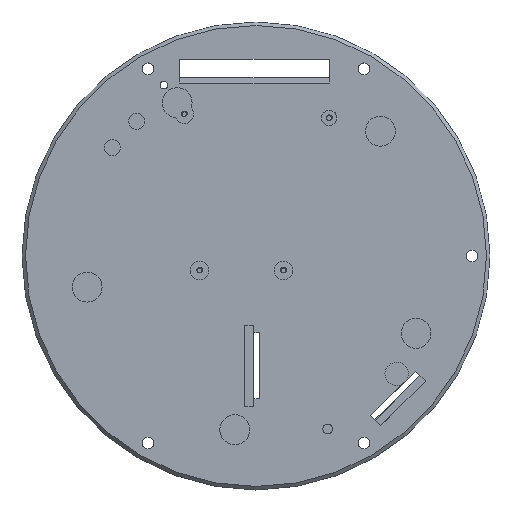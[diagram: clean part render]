
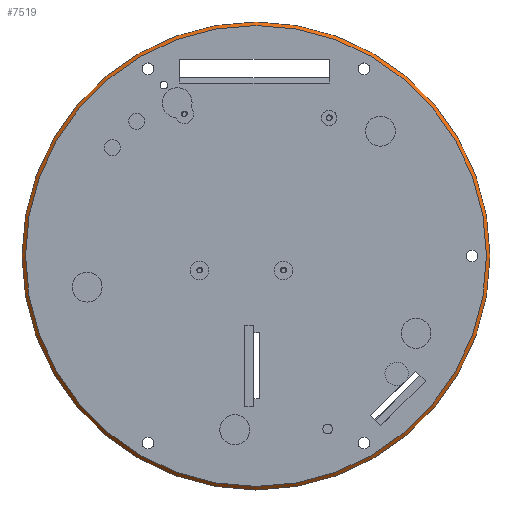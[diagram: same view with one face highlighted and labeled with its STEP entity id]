
A CAD part, top view. The second image highlights one B-rep face of the part: STEP entity #7519.
In plain terms, the highlighted conical face has half-angle 45 degrees and reference radius 77.4 mm.
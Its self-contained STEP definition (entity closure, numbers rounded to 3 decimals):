
#15=CONICAL_SURFACE('',#7977,77.4,0.785);
#540=FACE_OUTER_BOUND('',#981,.T.);
#981=EDGE_LOOP('',(#6718,#6719,#6720,#6721,#6722));
#1074=CIRCLE('',#7941,76.815);
#1086=CIRCLE('',#7978,78.);
#1087=CIRCLE('',#7979,78.);
#2154=LINE('',#32161,#2536);
#2536=VECTOR('',#9268,77.4);
#3281=VERTEX_POINT('',#30403);
#3309=VERTEX_POINT('',#32158);
#3310=VERTEX_POINT('',#32159);
#4405=EDGE_CURVE('',#3281,#3281,#1074,.T.);
#4459=EDGE_CURVE('',#3309,#3310,#1086,.T.);
#4460=EDGE_CURVE('',#3310,#3281,#2154,.T.);
#4461=EDGE_CURVE('',#3310,#3309,#1087,.T.);
#6718=ORIENTED_EDGE('',*,*,#4459,.T.);
#6719=ORIENTED_EDGE('',*,*,#4460,.T.);
#6720=ORIENTED_EDGE('',*,*,#4405,.T.);
#6721=ORIENTED_EDGE('',*,*,#4460,.F.);
#6722=ORIENTED_EDGE('',*,*,#4461,.T.);
#7519=ADVANCED_FACE('',(#540),#15,.T.);
#7941=AXIS2_PLACEMENT_3D('',#30404,#9166,#9167);
#7977=AXIS2_PLACEMENT_3D('',#32157,#9264,#9265);
#7978=AXIS2_PLACEMENT_3D('',#32160,#9266,#9267);
#7979=AXIS2_PLACEMENT_3D('',#32162,#9269,#9270);
#9166=DIRECTION('center_axis',(0.,0.,-1.));
#9167=DIRECTION('ref_axis',(-1.,0.,0.));
#9264=DIRECTION('center_axis',(0.,0.,-1.));
#9265=DIRECTION('ref_axis',(-1.,0.,0.));
#9266=DIRECTION('center_axis',(0.,0.,1.));
#9267=DIRECTION('ref_axis',(-1.,0.,0.));
#9268=DIRECTION('',(-0.707,0.,0.707));
#9269=DIRECTION('center_axis',(0.,0.,1.));
#9270=DIRECTION('ref_axis',(-1.,0.,0.));
#30403=CARTESIAN_POINT('',(76.536,0.059,-3.4));
#30404=CARTESIAN_POINT('Origin',(-0.279,0.059,-3.4));
#32157=CARTESIAN_POINT('Origin',(-0.279,0.059,-3.985));
#32158=CARTESIAN_POINT('',(-78.279,0.059,-4.585));
#32159=CARTESIAN_POINT('',(77.721,0.059,-4.585));
#32160=CARTESIAN_POINT('Origin',(-0.279,0.059,-4.585));
#32161=CARTESIAN_POINT('',(77.121,0.059,-3.985));
#32162=CARTESIAN_POINT('Origin',(-0.279,0.059,-4.585));
